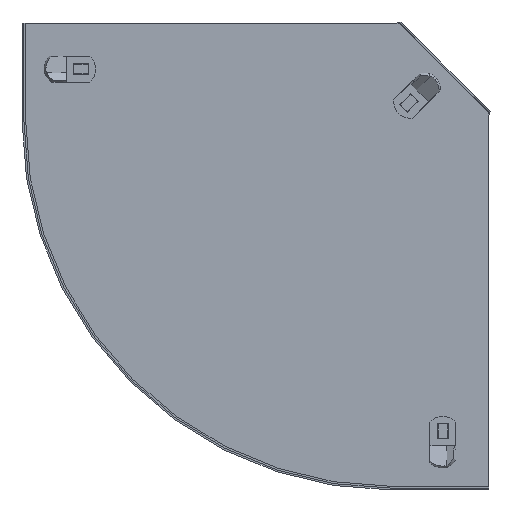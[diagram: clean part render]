
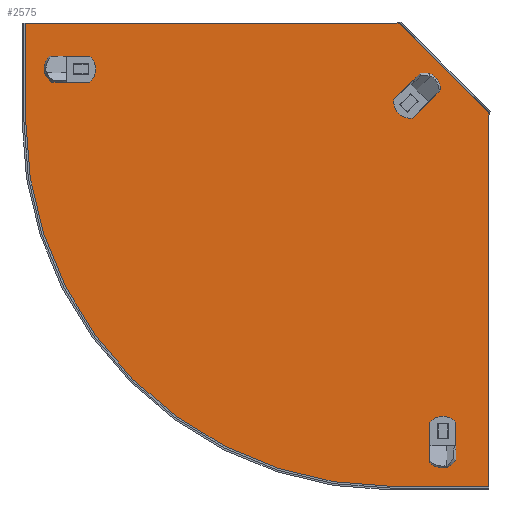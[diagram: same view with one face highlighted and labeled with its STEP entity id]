
A CAD part, front view. The second image highlights one B-rep face of the part: STEP entity #2575.
In plain terms, the highlighted planar face has unit normal (0, -1, 0).
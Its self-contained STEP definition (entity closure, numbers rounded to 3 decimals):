
#5 = DIRECTION ( 'NONE',  ( 1., 0., 0. ) ) ;
#47 = CARTESIAN_POINT ( 'NONE',  ( 0., -1., -50. ) ) ;
#65 = VERTEX_POINT ( 'NONE', #322 ) ;
#99 = LINE ( 'NONE', #2869, #2328 ) ;
#115 = CARTESIAN_POINT ( 'NONE',  ( -53., -1., -53. ) ) ;
#138 = CIRCLE ( 'NONE', #160, 6.15 ) ;
#141 = EDGE_CURVE ( 'NONE', #451, #1527, #2705, .T. ) ;
#151 = CARTESIAN_POINT ( 'NONE',  ( -48.737, -1., -0.141 ) ) ;
#156 = EDGE_CURVE ( 'NONE', #1086, #1556, #1238, .T. ) ;
#160 = AXIS2_PLACEMENT_3D ( 'NONE', #2680, #872, #1131 ) ;
#166 = DIRECTION ( 'NONE',  ( 0., 0., -1. ) ) ;
#170 = CARTESIAN_POINT ( 'NONE',  ( -251.5, -1., 0. ) ) ;
#206 = DIRECTION ( 'NONE',  ( 0., 0., 1. ) ) ;
#209 = DIRECTION ( 'NONE',  ( 0., 0., 1. ) ) ;
#232 = ORIENTED_EDGE ( 'NONE', *, *, #2075, .T. ) ;
#247 = DIRECTION ( 'NONE',  ( 0., 1., 0. ) ) ;
#253 = DIRECTION ( 'NONE',  ( 0., 0., 1. ) ) ;
#261 = CARTESIAN_POINT ( 'NONE',  ( -25., -1., -221.5 ) ) ;
#305 = VERTEX_POINT ( 'NONE', #170 ) ;
#319 = VERTEX_POINT ( 'NONE', #2484 ) ;
#322 = CARTESIAN_POINT ( 'NONE',  ( -48.484, -1., -0.101 ) ) ;
#344 = CIRCLE ( 'NONE', #3316, 198.5 ) ;
#348 = ORIENTED_EDGE ( 'NONE', *, *, #1235, .T. ) ;
#359 = EDGE_LOOP ( 'NONE', ( #704, #348 ) ) ;
#369 = DIRECTION ( 'NONE',  ( 0., 0., 1. ) ) ;
#378 = CARTESIAN_POINT ( 'NONE',  ( -49.749, -1., -0.046 ) ) ;
#396 = CARTESIAN_POINT ( 'NONE',  ( -48.993, -1., -0.141 ) ) ;
#437 = VERTEX_POINT ( 'NONE', #3296 ) ;
#451 = VERTEX_POINT ( 'NONE', #1232 ) ;
#464 = FACE_OUTER_BOUND ( 'NONE', #657, .T. ) ;
#500 = CARTESIAN_POINT ( 'NONE',  ( -53., -1., -53. ) ) ;
#545 = FACE_BOUND ( 'NONE', #1774, .T. ) ;
#639 = EDGE_CURVE ( 'NONE', #2592, #305, #2099, .T. ) ;
#657 = EDGE_LOOP ( 'NONE', ( #1275, #1472, #3333, #2319, #2135, #2880, #2613, #754 ) ) ;
#679 = CARTESIAN_POINT ( 'NONE',  ( 0., -1., -31.332 ) ) ;
#704 = ORIENTED_EDGE ( 'NONE', *, *, #141, .T. ) ;
#754 = ORIENTED_EDGE ( 'NONE', *, *, #2494, .F. ) ;
#785 = CIRCLE ( 'NONE', #1535, 6.15 ) ;
#816 = VECTOR ( 'NONE', #166, 1000. ) ;
#844 = EDGE_CURVE ( 'NONE', #1556, #65, #99, .T. ) ;
#869 = EDGE_CURVE ( 'NONE', #319, #1961, #1391, .T. ) ;
#872 = DIRECTION ( 'NONE',  ( 0., 1., 0. ) ) ;
#878 = EDGE_LOOP ( 'NONE', ( #1454, #232 ) ) ;
#899 = VECTOR ( 'NONE', #5, 1000. ) ;
#924 = CARTESIAN_POINT ( 'NONE',  ( -25., -1., -215.35 ) ) ;
#1085 = CARTESIAN_POINT ( 'NONE',  ( -53., -1., -251.5 ) ) ;
#1086 = VERTEX_POINT ( 'NONE', #47 ) ;
#1093 = LINE ( 'NONE', #679, #816 ) ;
#1118 = CARTESIAN_POINT ( 'NONE',  ( -0.141, -1., -48.737 ) ) ;
#1131 = DIRECTION ( 'NONE',  ( 0., 0., 1. ) ) ;
#1232 = CARTESIAN_POINT ( 'NONE',  ( -221.5, -1., -18.85 ) ) ;
#1235 = EDGE_CURVE ( 'NONE', #1527, #451, #138, .T. ) ;
#1238 = B_SPLINE_CURVE_WITH_KNOTS ( 'NONE', 3,
 ( #1678, #1666, #1360, #2194, #1118, #2906 ),
 .UNSPECIFIED., .F., .F.,
 ( 4, 2, 4 ),
 ( 0.011, 0.012, 0.013 ),
 .UNSPECIFIED. ) ;
#1244 = CARTESIAN_POINT ( 'NONE',  ( -221.5, -1., -31.15 ) ) ;
#1275 = ORIENTED_EDGE ( 'NONE', *, *, #2686, .F. ) ;
#1358 = AXIS2_PLACEMENT_3D ( 'NONE', #115, #1943, #2185 ) ;
#1360 = CARTESIAN_POINT ( 'NONE',  ( -0.093, -1., -49.499 ) ) ;
#1391 = CIRCLE ( 'NONE', #1713, 6.15 ) ;
#1454 = ORIENTED_EDGE ( 'NONE', *, *, #2009, .T. ) ;
#1472 = ORIENTED_EDGE ( 'NONE', *, *, #156, .T. ) ;
#1480 = VERTEX_POINT ( 'NONE', #1561 ) ;
#1513 = CARTESIAN_POINT ( 'NONE',  ( -0.101, -1., -48.484 ) ) ;
#1526 = CIRCLE ( 'NONE', #2468, 6.15 ) ;
#1527 = VERTEX_POINT ( 'NONE', #1244 ) ;
#1535 = AXIS2_PLACEMENT_3D ( 'NONE', #261, #3062, #2314 ) ;
#1556 = VERTEX_POINT ( 'NONE', #1513 ) ;
#1561 = CARTESIAN_POINT ( 'NONE',  ( 0., -1., -251.5 ) ) ;
#1639 = CARTESIAN_POINT ( 'NONE',  ( -221.5, -1., -25. ) ) ;
#1666 = CARTESIAN_POINT ( 'NONE',  ( -0.046, -1., -49.749 ) ) ;
#1678 = CARTESIAN_POINT ( 'NONE',  ( 0., -1., -50. ) ) ;
#1696 = ORIENTED_EDGE ( 'NONE', *, *, #2209, .T. ) ;
#1713 = AXIS2_PLACEMENT_3D ( 'NONE', #3346, #1829, #253 ) ;
#1756 = ORIENTED_EDGE ( 'NONE', *, *, #869, .T. ) ;
#1774 = EDGE_LOOP ( 'NONE', ( #1696, #1756 ) ) ;
#1789 = DIRECTION ( 'NONE',  ( 0., 1., 0. ) ) ;
#1820 = VECTOR ( 'NONE', #206, 1000. ) ;
#1829 = DIRECTION ( 'NONE',  ( 0., 1., 0. ) ) ;
#1846 = VERTEX_POINT ( 'NONE', #1922 ) ;
#1859 = VERTEX_POINT ( 'NONE', #1085 ) ;
#1901 = EDGE_CURVE ( 'NONE', #437, #65, #2301, .T. ) ;
#1922 = CARTESIAN_POINT ( 'NONE',  ( -43.385, -1., -37.235 ) ) ;
#1940 = CARTESIAN_POINT ( 'NONE',  ( -50., -1., 0. ) ) ;
#1943 = DIRECTION ( 'NONE',  ( 0., 1., 0. ) ) ;
#1961 = VERTEX_POINT ( 'NONE', #924 ) ;
#1969 = LINE ( 'NONE', #2877, #2400 ) ;
#1970 = CARTESIAN_POINT ( 'NONE',  ( -48.484, -1., -0.101 ) ) ;
#2009 = EDGE_CURVE ( 'NONE', #1846, #2564, #1526, .T. ) ;
#2046 = DIRECTION ( 'NONE',  ( 0., 0., 1. ) ) ;
#2060 = LINE ( 'NONE', #3341, #899 ) ;
#2075 = EDGE_CURVE ( 'NONE', #2564, #1846, #2404, .T. ) ;
#2099 = LINE ( 'NONE', #2296, #1820 ) ;
#2135 = ORIENTED_EDGE ( 'NONE', *, *, #2229, .F. ) ;
#2141 = DIRECTION ( 'NONE',  ( -1., 0., 0. ) ) ;
#2185 = DIRECTION ( 'NONE',  ( 0., 0., 1. ) ) ;
#2194 = CARTESIAN_POINT ( 'NONE',  ( -0.141, -1., -48.993 ) ) ;
#2195 = EDGE_CURVE ( 'NONE', #1859, #2592, #344, .T. ) ;
#2209 = EDGE_CURVE ( 'NONE', #1961, #319, #785, .T. ) ;
#2229 = EDGE_CURVE ( 'NONE', #305, #437, #2060, .T. ) ;
#2290 = CARTESIAN_POINT ( 'NONE',  ( -43.385, -1., -43.385 ) ) ;
#2296 = CARTESIAN_POINT ( 'NONE',  ( -251.5, -1., 0. ) ) ;
#2301 = B_SPLINE_CURVE_WITH_KNOTS ( 'NONE', 3,
 ( #1940, #378, #2704, #396, #151, #1970 ),
 .UNSPECIFIED., .F., .F.,
 ( 4, 2, 4 ),
 ( 0.011, 0.012, 0.013 ),
 .UNSPECIFIED. ) ;
#2314 = DIRECTION ( 'NONE',  ( 0., 0., 1. ) ) ;
#2319 = ORIENTED_EDGE ( 'NONE', *, *, #1901, .F. ) ;
#2328 = VECTOR ( 'NONE', #3131, 1000. ) ;
#2400 = VECTOR ( 'NONE', #2141, 1000. ) ;
#2404 = CIRCLE ( 'NONE', #2431, 6.15 ) ;
#2431 = AXIS2_PLACEMENT_3D ( 'NONE', #3301, #1789, #3027 ) ;
#2450 = PLANE ( 'NONE',  #1358 ) ;
#2457 = CARTESIAN_POINT ( 'NONE',  ( -251.5, -1., -53. ) ) ;
#2468 = AXIS2_PLACEMENT_3D ( 'NONE', #2290, #2514, #209 ) ;
#2484 = CARTESIAN_POINT ( 'NONE',  ( -25., -1., -227.65 ) ) ;
#2494 = EDGE_CURVE ( 'NONE', #1480, #1859, #1969, .T. ) ;
#2514 = DIRECTION ( 'NONE',  ( 0., 1., 0. ) ) ;
#2564 = VERTEX_POINT ( 'NONE', #2709 ) ;
#2575 = ADVANCED_FACE ( 'NONE', ( #464, #2917, #545, #3116 ), #2450, .F. ) ;
#2592 = VERTEX_POINT ( 'NONE', #2457 ) ;
#2613 = ORIENTED_EDGE ( 'NONE', *, *, #2195, .F. ) ;
#2680 = CARTESIAN_POINT ( 'NONE',  ( -221.5, -1., -25. ) ) ;
#2686 = EDGE_CURVE ( 'NONE', #1086, #1480, #1093, .T. ) ;
#2689 = DIRECTION ( 'NONE',  ( 0., 1., 0. ) ) ;
#2704 = CARTESIAN_POINT ( 'NONE',  ( -49.499, -1., -0.093 ) ) ;
#2705 = CIRCLE ( 'NONE', #2839, 6.15 ) ;
#2709 = CARTESIAN_POINT ( 'NONE',  ( -43.385, -1., -49.535 ) ) ;
#2839 = AXIS2_PLACEMENT_3D ( 'NONE', #1639, #2689, #369 ) ;
#2869 = CARTESIAN_POINT ( 'NONE',  ( -24.293, -1., -24.293 ) ) ;
#2877 = CARTESIAN_POINT ( 'NONE',  ( 0., -1., -251.5 ) ) ;
#2880 = ORIENTED_EDGE ( 'NONE', *, *, #639, .F. ) ;
#2906 = CARTESIAN_POINT ( 'NONE',  ( -0.101, -1., -48.484 ) ) ;
#2917 = FACE_BOUND ( 'NONE', #359, .T. ) ;
#3027 = DIRECTION ( 'NONE',  ( 0., 0., 1. ) ) ;
#3062 = DIRECTION ( 'NONE',  ( 0., 1., 0. ) ) ;
#3116 = FACE_BOUND ( 'NONE', #878, .T. ) ;
#3131 = DIRECTION ( 'NONE',  ( -0.707, 0., 0.707 ) ) ;
#3296 = CARTESIAN_POINT ( 'NONE',  ( -50., -1., 0. ) ) ;
#3301 = CARTESIAN_POINT ( 'NONE',  ( -43.385, -1., -43.385 ) ) ;
#3316 = AXIS2_PLACEMENT_3D ( 'NONE', #500, #247, #2046 ) ;
#3333 = ORIENTED_EDGE ( 'NONE', *, *, #844, .T. ) ;
#3341 = CARTESIAN_POINT ( 'NONE',  ( -251.5, -1., 0. ) ) ;
#3346 = CARTESIAN_POINT ( 'NONE',  ( -25., -1., -221.5 ) ) ;
